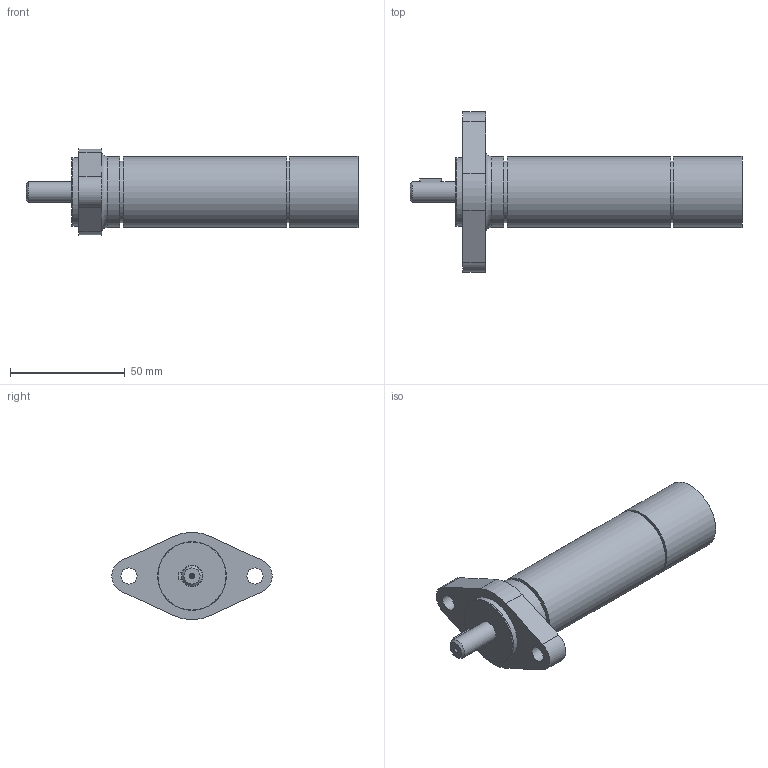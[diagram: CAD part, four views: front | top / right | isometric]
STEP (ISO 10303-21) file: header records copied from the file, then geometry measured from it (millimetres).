
FILE_DESCRIPTION(/* description */ (''),/* implementation_level */ '2;1');
FILE_NAME(/* name */ 'MRD 12-480 F55_29905897.stp',/* time_stamp */ '2018-09-06T10:20:15+02:00',/* author */ ('FLambert'),/* organization */ (''),/* preprocessor_version */ 'ST-DEVELOPER v17',/* originating_system */ 'Autodesk Inventor 2018',/* authorisation */ '');
FILE_SCHEMA (('AUTOMOTIVE_DESIGN { 1 0 10303 214 3 1 1 }'));
Length unit declared in the file: millimetre
Products named in the file (1): MRD 12-480 F55_29905897
Bounding box: 144.9 x 70 x 37.86 mm (x, y, z)
Volume: 102181.2 mm3; surface area: 22768.4 mm2
Topology: 1 solids, 10 shells, 194 faces, 473 edges, 317 vertices
Faces by surface type: plane 118, cylinder 55, cone 13, bspline 7, torus 1
Full cylindrical faces by diameter (mm): 1 x1, 4 x1, 7 x2, 8.566 x3, 9 x1, 9.5 x1, 26.789 x2, 26.917 x1, 30 x1, 31 x3
Entity records: 6033 total; most frequent: CARTESIAN_POINT 1153, DIRECTION 983, ORIENTED_EDGE 942, EDGE_CURVE 471, AXIS2_PLACEMENT_3D 354, VERTEX_POINT 317, LINE 275, VECTOR 275
